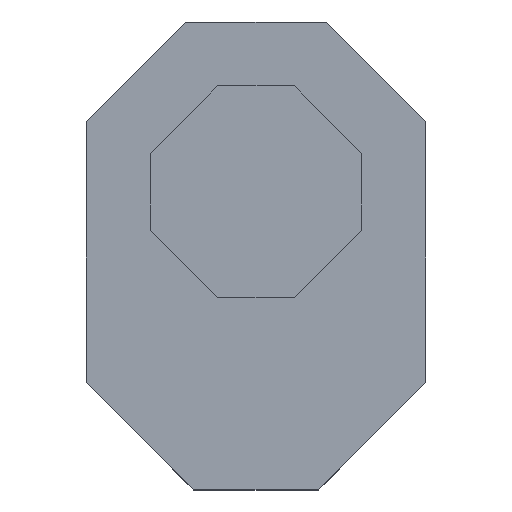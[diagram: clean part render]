
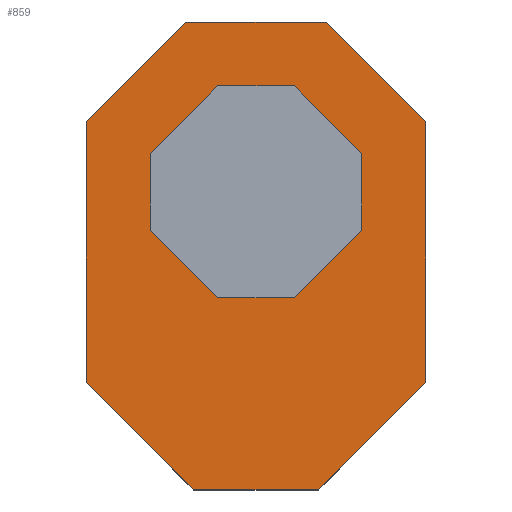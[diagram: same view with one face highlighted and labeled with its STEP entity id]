
A CAD part, top view. The second image highlights one B-rep face of the part: STEP entity #859.
In plain terms, the highlighted planar face has unit normal (0, 0, 1).
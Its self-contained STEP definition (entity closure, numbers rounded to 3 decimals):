
#15=FACE_BOUND('',#111,.T.);
#61=FACE_OUTER_BOUND('',#110,.T.);
#110=EDGE_LOOP('',(#676,#677,#678,#679,#680,#681,#682,#683));
#111=EDGE_LOOP('',(#684,#685,#686,#687,#688,#689,#690,#691));
#131=LINE('',#1165,#241);
#135=LINE('',#1173,#245);
#138=LINE('',#1179,#248);
#141=LINE('',#1185,#251);
#144=LINE('',#1191,#254);
#147=LINE('',#1197,#257);
#150=LINE('',#1203,#260);
#153=LINE('',#1208,#263);
#160=LINE('',#1224,#270);
#165=LINE('',#1233,#275);
#204=LINE('',#1341,#314);
#207=LINE('',#1347,#317);
#208=LINE('',#1349,#318);
#209=LINE('',#1351,#319);
#210=LINE('',#1353,#320);
#211=LINE('',#1354,#321);
#241=VECTOR('',#947,10.);
#245=VECTOR('',#953,10.);
#248=VECTOR('',#958,10.);
#251=VECTOR('',#963,10.);
#254=VECTOR('',#968,10.);
#257=VECTOR('',#973,10.);
#260=VECTOR('',#978,10.);
#263=VECTOR('',#983,10.);
#270=VECTOR('',#996,10.);
#275=VECTOR('',#1003,10.);
#314=VECTOR('',#1090,10.);
#317=VECTOR('',#1095,10.);
#318=VECTOR('',#1096,10.);
#319=VECTOR('',#1097,10.);
#320=VECTOR('',#1098,10.);
#321=VECTOR('',#1099,10.);
#351=VERTEX_POINT('',#1163);
#352=VERTEX_POINT('',#1164);
#355=VERTEX_POINT('',#1172);
#357=VERTEX_POINT('',#1178);
#359=VERTEX_POINT('',#1184);
#361=VERTEX_POINT('',#1190);
#363=VERTEX_POINT('',#1196);
#365=VERTEX_POINT('',#1202);
#371=VERTEX_POINT('',#1221);
#372=VERTEX_POINT('',#1223);
#375=VERTEX_POINT('',#1231);
#408=VERTEX_POINT('',#1340);
#410=VERTEX_POINT('',#1346);
#411=VERTEX_POINT('',#1348);
#412=VERTEX_POINT('',#1350);
#413=VERTEX_POINT('',#1352);
#426=EDGE_CURVE('',#351,#352,#131,.T.);
#430=EDGE_CURVE('',#352,#355,#135,.T.);
#433=EDGE_CURVE('',#355,#357,#138,.T.);
#436=EDGE_CURVE('',#357,#359,#141,.T.);
#439=EDGE_CURVE('',#359,#361,#144,.T.);
#442=EDGE_CURVE('',#361,#363,#147,.T.);
#445=EDGE_CURVE('',#363,#365,#150,.T.);
#448=EDGE_CURVE('',#365,#351,#153,.T.);
#455=EDGE_CURVE('',#372,#371,#160,.T.);
#460=EDGE_CURVE('',#375,#371,#165,.T.);
#507=EDGE_CURVE('',#408,#372,#204,.T.);
#510=EDGE_CURVE('',#410,#408,#207,.T.);
#511=EDGE_CURVE('',#375,#411,#208,.T.);
#512=EDGE_CURVE('',#411,#412,#209,.T.);
#513=EDGE_CURVE('',#412,#413,#210,.T.);
#514=EDGE_CURVE('',#413,#410,#211,.T.);
#676=ORIENTED_EDGE('',*,*,#510,.T.);
#677=ORIENTED_EDGE('',*,*,#507,.T.);
#678=ORIENTED_EDGE('',*,*,#455,.T.);
#679=ORIENTED_EDGE('',*,*,#460,.F.);
#680=ORIENTED_EDGE('',*,*,#511,.T.);
#681=ORIENTED_EDGE('',*,*,#512,.T.);
#682=ORIENTED_EDGE('',*,*,#513,.T.);
#683=ORIENTED_EDGE('',*,*,#514,.T.);
#684=ORIENTED_EDGE('',*,*,#426,.T.);
#685=ORIENTED_EDGE('',*,*,#430,.T.);
#686=ORIENTED_EDGE('',*,*,#433,.T.);
#687=ORIENTED_EDGE('',*,*,#436,.T.);
#688=ORIENTED_EDGE('',*,*,#439,.T.);
#689=ORIENTED_EDGE('',*,*,#442,.T.);
#690=ORIENTED_EDGE('',*,*,#445,.T.);
#691=ORIENTED_EDGE('',*,*,#448,.T.);
#810=PLANE('',#926);
#859=ADVANCED_FACE('',(#61,#15),#810,.T.);
#926=AXIS2_PLACEMENT_3D('',#1345,#1093,#1094);
#947=DIRECTION('',(0.,-1.,0.));
#953=DIRECTION('',(-0.707,-0.707,0.));
#958=DIRECTION('',(-1.,0.,0.));
#963=DIRECTION('',(-0.707,0.707,0.));
#968=DIRECTION('',(0.,1.,0.));
#973=DIRECTION('',(0.707,0.707,0.));
#978=DIRECTION('',(1.,0.,0.));
#983=DIRECTION('',(0.707,-0.707,0.));
#996=DIRECTION('',(1.,0.,0.));
#1003=DIRECTION('',(-0.707,-0.707,0.));
#1090=DIRECTION('',(0.707,-0.707,0.));
#1093=DIRECTION('center_axis',(0.,0.,1.));
#1094=DIRECTION('ref_axis',(-1.,0.,0.));
#1095=DIRECTION('',(0.,-1.,0.));
#1096=DIRECTION('',(0.,1.,0.));
#1097=DIRECTION('',(-0.707,0.707,0.));
#1098=DIRECTION('',(-1.,0.,0.));
#1099=DIRECTION('',(-0.707,-0.707,0.));
#1163=CARTESIAN_POINT('',(5.3,1.912,3.2));
#1164=CARTESIAN_POINT('',(5.3,-1.912,3.2));
#1165=CARTESIAN_POINT('',(5.3,-0.956,3.2));
#1172=CARTESIAN_POINT('',(1.912,-5.3,3.2));
#1173=CARTESIAN_POINT('',(2.759,-4.453,3.2));
#1178=CARTESIAN_POINT('',(-1.912,-5.3,3.2));
#1179=CARTESIAN_POINT('',(-0.956,-5.3,3.2));
#1184=CARTESIAN_POINT('',(-5.3,-1.912,3.2));
#1185=CARTESIAN_POINT('',(-4.453,-2.759,3.2));
#1190=CARTESIAN_POINT('',(-5.3,1.912,3.2));
#1191=CARTESIAN_POINT('',(-5.3,0.956,3.2));
#1196=CARTESIAN_POINT('',(-1.912,5.3,3.2));
#1197=CARTESIAN_POINT('',(-2.759,4.453,3.2));
#1202=CARTESIAN_POINT('',(1.912,5.3,3.2));
#1203=CARTESIAN_POINT('',(0.956,5.3,3.2));
#1208=CARTESIAN_POINT('',(4.453,2.759,3.2));
#1221=CARTESIAN_POINT('',(3.121,-14.9,3.2));
#1223=CARTESIAN_POINT('',(-3.121,-14.9,3.2));
#1224=CARTESIAN_POINT('',(-3.121,-14.9,3.2));
#1231=CARTESIAN_POINT('',(8.5,-9.521,3.2));
#1233=CARTESIAN_POINT('',(4.766,-13.255,3.2));
#1340=CARTESIAN_POINT('',(-8.5,-9.521,3.2));
#1341=CARTESIAN_POINT('',(-3.521,-14.5,3.2));
#1345=CARTESIAN_POINT('Origin',(0.,0.,3.2));
#1346=CARTESIAN_POINT('',(-8.5,3.521,3.2));
#1347=CARTESIAN_POINT('',(-8.5,3.521,3.2));
#1348=CARTESIAN_POINT('',(8.5,3.521,3.2));
#1349=CARTESIAN_POINT('',(8.5,-3.521,3.2));
#1350=CARTESIAN_POINT('',(3.521,8.5,3.2));
#1351=CARTESIAN_POINT('',(8.5,3.521,3.2));
#1352=CARTESIAN_POINT('',(-3.521,8.5,3.2));
#1353=CARTESIAN_POINT('',(3.521,8.5,3.2));
#1354=CARTESIAN_POINT('',(-3.521,8.5,3.2));
